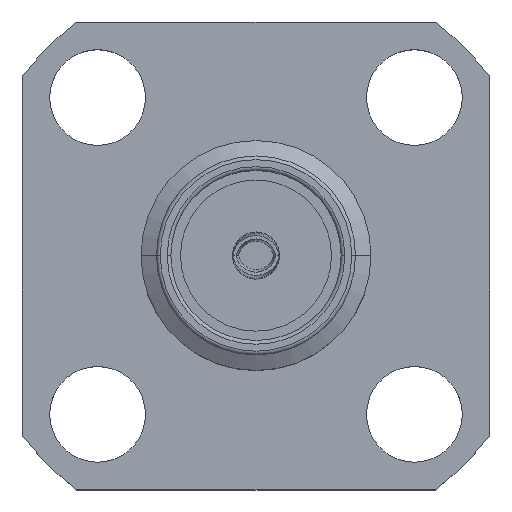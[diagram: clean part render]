
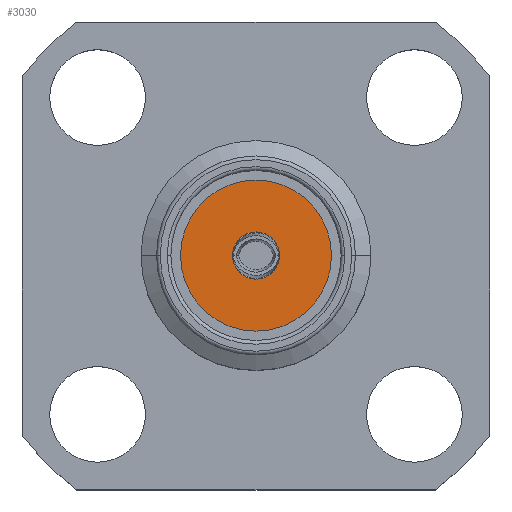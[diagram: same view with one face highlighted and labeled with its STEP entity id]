
A CAD part, top view. The second image highlights one B-rep face of the part: STEP entity #3030.
In plain terms, the highlighted planar face has unit normal (0, 0, 1).
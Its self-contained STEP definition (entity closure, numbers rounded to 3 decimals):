
#1 = DIRECTION ( 'NONE',  ( 0., 0., 1. ) ) ;
#5 = VERTEX_POINT ( 'NONE', #468 ) ;
#20 = EDGE_CURVE ( 'NONE', #4124, #5, #921, .T. ) ;
#267 = ORIENTED_EDGE ( 'NONE', *, *, #409, .T. ) ;
#295 = AXIS2_PLACEMENT_3D ( 'NONE', #2595, #1776, #837 ) ;
#307 = EDGE_CURVE ( 'NONE', #3370, #1915, #1022, .T. ) ;
#409 = EDGE_CURVE ( 'NONE', #1915, #3370, #3929, .T. ) ;
#468 = CARTESIAN_POINT ( 'NONE',  ( 0.64, 0., -1.98 ) ) ;
#501 = EDGE_CURVE ( 'NONE', #5, #4124, #2951, .T. ) ;
#696 = ORIENTED_EDGE ( 'NONE', *, *, #307, .T. ) ;
#740 = ORIENTED_EDGE ( 'NONE', *, *, #501, .F. ) ;
#808 = DIRECTION ( 'NONE',  ( 1., 0., 0. ) ) ;
#837 = DIRECTION ( 'NONE',  ( -1., 0., 0. ) ) ;
#921 = CIRCLE ( 'NONE', #2402, 0.64 ) ;
#1022 = CIRCLE ( 'NONE', #2180, 2.05 ) ;
#1062 = DIRECTION ( 'NONE',  ( 0., 0., 1. ) ) ;
#1382 = PLANE ( 'NONE',  #295 ) ;
#1482 = CARTESIAN_POINT ( 'NONE',  ( -0.64, 0., -1.98 ) ) ;
#1485 = DIRECTION ( 'NONE',  ( 1., 0., 0. ) ) ;
#1646 = EDGE_LOOP ( 'NONE', ( #740, #2123 ) ) ;
#1776 = DIRECTION ( 'NONE',  ( 0., 0., -1. ) ) ;
#1915 = VERTEX_POINT ( 'NONE', #2463 ) ;
#1935 = DIRECTION ( 'NONE',  ( 0., 0., 1. ) ) ;
#2123 = ORIENTED_EDGE ( 'NONE', *, *, #20, .F. ) ;
#2180 = AXIS2_PLACEMENT_3D ( 'NONE', #3440, #1, #1485 ) ;
#2402 = AXIS2_PLACEMENT_3D ( 'NONE', #2753, #3864, #3904 ) ;
#2463 = CARTESIAN_POINT ( 'NONE',  ( 2.05, 0., -1.98 ) ) ;
#2595 = CARTESIAN_POINT ( 'NONE',  ( 0., 0.64, -1.98 ) ) ;
#2753 = CARTESIAN_POINT ( 'NONE',  ( 0., 0., -1.98 ) ) ;
#2832 = FACE_BOUND ( 'NONE', #1646, .T. ) ;
#2928 = AXIS2_PLACEMENT_3D ( 'NONE', #3452, #1062, #3580 ) ;
#2951 = CIRCLE ( 'NONE', #2928, 0.64 ) ;
#3030 = ADVANCED_FACE ( 'NONE', ( #2832, #3579 ), #1382, .F. ) ;
#3056 = CARTESIAN_POINT ( 'NONE',  ( -2.05, 0., -1.98 ) ) ;
#3370 = VERTEX_POINT ( 'NONE', #3056 ) ;
#3440 = CARTESIAN_POINT ( 'NONE',  ( 0., 0., -1.98 ) ) ;
#3452 = CARTESIAN_POINT ( 'NONE',  ( 0., 0., -1.98 ) ) ;
#3518 = AXIS2_PLACEMENT_3D ( 'NONE', #3961, #1935, #808 ) ;
#3579 = FACE_OUTER_BOUND ( 'NONE', #3795, .T. ) ;
#3580 = DIRECTION ( 'NONE',  ( 1., 0., 0. ) ) ;
#3795 = EDGE_LOOP ( 'NONE', ( #267, #696 ) ) ;
#3864 = DIRECTION ( 'NONE',  ( 0., 0., 1. ) ) ;
#3904 = DIRECTION ( 'NONE',  ( 1., 0., 0. ) ) ;
#3929 = CIRCLE ( 'NONE', #3518, 2.05 ) ;
#3961 = CARTESIAN_POINT ( 'NONE',  ( 0., 0., -1.98 ) ) ;
#4124 = VERTEX_POINT ( 'NONE', #1482 ) ;
